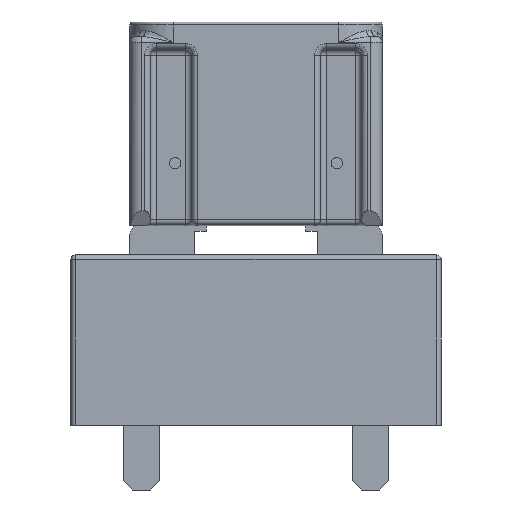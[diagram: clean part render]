
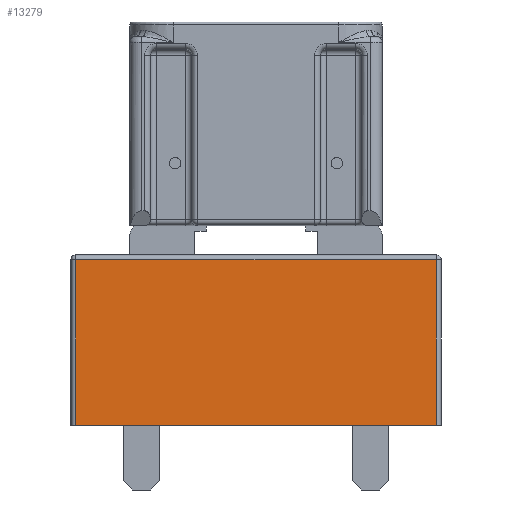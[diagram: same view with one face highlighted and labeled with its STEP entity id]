
A CAD part, front view. The second image highlights one B-rep face of the part: STEP entity #13279.
In plain terms, the highlighted planar face has unit normal (0, -1, 0).
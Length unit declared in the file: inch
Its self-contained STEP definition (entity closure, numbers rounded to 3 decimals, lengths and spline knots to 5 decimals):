
#172 = EDGE_CURVE ( 'NONE', #3568, #9267, #15285, .T. ) ;
#875 = VECTOR ( 'NONE', #14695, 39.37008 ) ;
#987 = ORIENTED_EDGE ( 'NONE', *, *, #6491, .T. ) ;
#1027 = VERTEX_POINT ( 'NONE', #1794 ) ;
#1475 = ORIENTED_EDGE ( 'NONE', *, *, #172, .F. ) ;
#1794 = CARTESIAN_POINT ( 'NONE',  ( -0.83759, 0.06623, 0.05452 ) ) ;
#2090 = DIRECTION ( 'NONE',  ( 1., 0., 0. ) ) ;
#2847 = DIRECTION ( 'NONE',  ( 1., 0., 0. ) ) ;
#3018 = CARTESIAN_POINT ( 'NONE',  ( -0.83759, 0.06623, 0.05452 ) ) ;
#3568 = VERTEX_POINT ( 'NONE', #4507 ) ;
#4164 = DIRECTION ( 'NONE',  ( 0., 0., 1. ) ) ;
#4197 = CARTESIAN_POINT ( 'NONE',  ( -0.83759, 0.06623, 0.33681 ) ) ;
#4507 = CARTESIAN_POINT ( 'NONE',  ( -0.22341, 0.06623, 0.33681 ) ) ;
#4521 = VECTOR ( 'NONE', #2847, 39.37008 ) ;
#5298 = CARTESIAN_POINT ( 'NONE',  ( -0.22341, 0.06623, 0.05452 ) ) ;
#6296 = EDGE_LOOP ( 'NONE', ( #20173, #987, #1475, #7661 ) ) ;
#6491 = EDGE_CURVE ( 'NONE', #1027, #9267, #11665, .T. ) ;
#7197 = CARTESIAN_POINT ( 'NONE',  ( -0.22341, 0.06623, 0.05452 ) ) ;
#7661 = ORIENTED_EDGE ( 'NONE', *, *, #20955, .F. ) ;
#9267 = VERTEX_POINT ( 'NONE', #5298 ) ;
#10524 = DIRECTION ( 'NONE',  ( 0., 1., 0. ) ) ;
#10625 = PLANE ( 'NONE',  #18482 ) ;
#11665 = LINE ( 'NONE', #20194, #14225 ) ;
#12013 = FACE_OUTER_BOUND ( 'NONE', #6296, .T. ) ;
#13279 = ADVANCED_FACE ( 'NONE', ( #12013 ), #10625, .F. ) ;
#13890 = EDGE_CURVE ( 'NONE', #1027, #18252, #19376, .T. ) ;
#14225 = VECTOR ( 'NONE', #2090, 39.37008 ) ;
#14695 = DIRECTION ( 'NONE',  ( 0., 0., 1. ) ) ;
#15285 = LINE ( 'NONE', #7197, #17914 ) ;
#17409 = CARTESIAN_POINT ( 'NONE',  ( -0.84546, 0.06623, 0.33681 ) ) ;
#17914 = VECTOR ( 'NONE', #18258, 39.37008 ) ;
#18252 = VERTEX_POINT ( 'NONE', #4197 ) ;
#18258 = DIRECTION ( 'NONE',  ( 0., 0., -1. ) ) ;
#18482 = AXIS2_PLACEMENT_3D ( 'NONE', #20134, #10524, #4164 ) ;
#19327 = LINE ( 'NONE', #17409, #4521 ) ;
#19376 = LINE ( 'NONE', #3018, #875 ) ;
#20134 = CARTESIAN_POINT ( 'NONE',  ( -0.84546, 0.06623, 0.05452 ) ) ;
#20173 = ORIENTED_EDGE ( 'NONE', *, *, #13890, .F. ) ;
#20194 = CARTESIAN_POINT ( 'NONE',  ( -0.5305, 0.06623, 0.05452 ) ) ;
#20955 = EDGE_CURVE ( 'NONE', #18252, #3568, #19327, .T. ) ;
